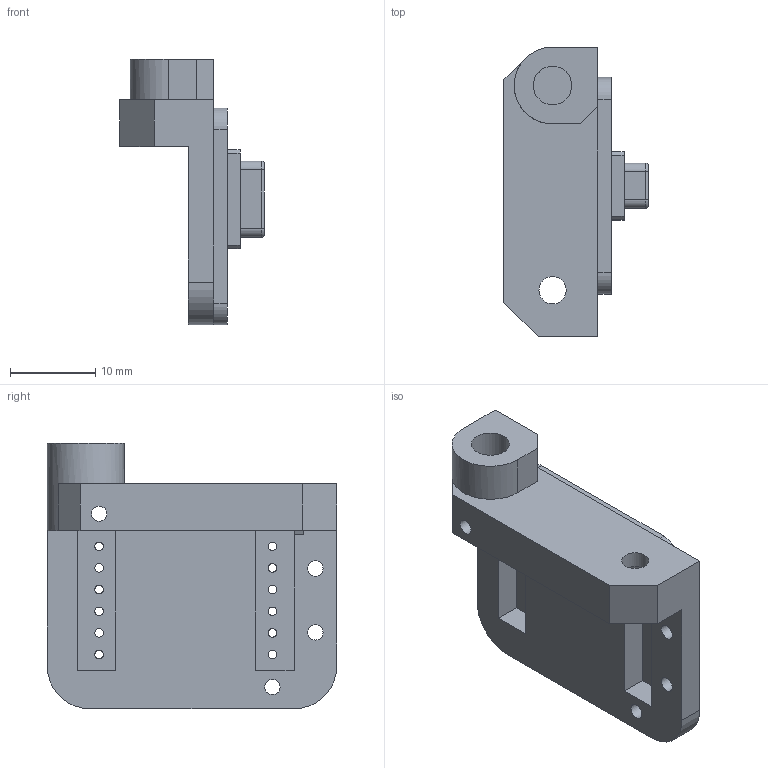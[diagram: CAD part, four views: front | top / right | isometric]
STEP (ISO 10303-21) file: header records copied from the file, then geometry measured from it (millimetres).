
FILE_DESCRIPTION(/* description */ (''),/* implementation_level */ '2;1');
FILE_NAME(/* name */ 'Thermal Sensor.step',/* time_stamp */ '2025-04-23T17:04:52+08:00',/* author */ (''),/* organization */ (''),/* preprocessor_version */ 'ST-DEVELOPER v20.1',/* originating_system */ 'Autodesk Translation Framework v14.4.0.0',/* authorisation */ '');
FILE_SCHEMA (('AUTOMOTIVE_DESIGN { 1 0 10303 214 3 1 1 }'));
Length unit declared in the file: millimetre
Products named in the file (3): launcher; Thermal Sensor; AMG8833
Assembly tree (2 placements, depth 3):
  launcher
    Thermal Sensor
      AMG8833
Bounding box: 16.9 x 33.94 x 31.13 mm (x, y, z)
Volume: 4994.5 mm3; surface area: 4651.3 mm2
Topology: 2 solids, 2 shells, 96 faces, 262 edges, 172 vertices
Faces by surface type: plane 55, cylinder 37, torus 4
Full cylindrical faces by diameter (mm): 1 x12, 1.8 x4, 2.54 x4, 3.2 x1, 4.5 x1
Entity records: 3235 total; most frequent: DIRECTION 543, CARTESIAN_POINT 535, ORIENTED_EDGE 524, EDGE_CURVE 262, LINE 183, VECTOR 183, AXIS2_PLACEMENT_3D 180, VERTEX_POINT 172
